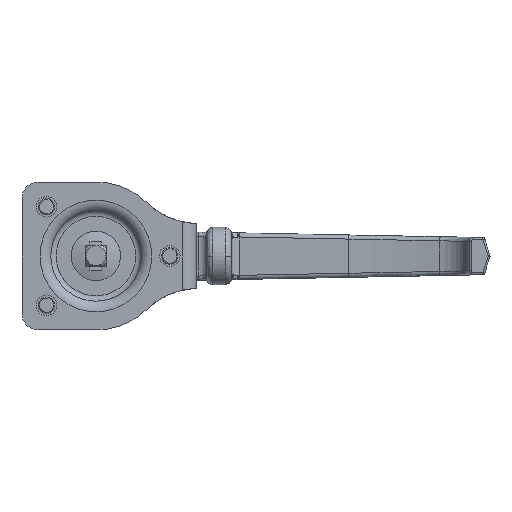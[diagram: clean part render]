
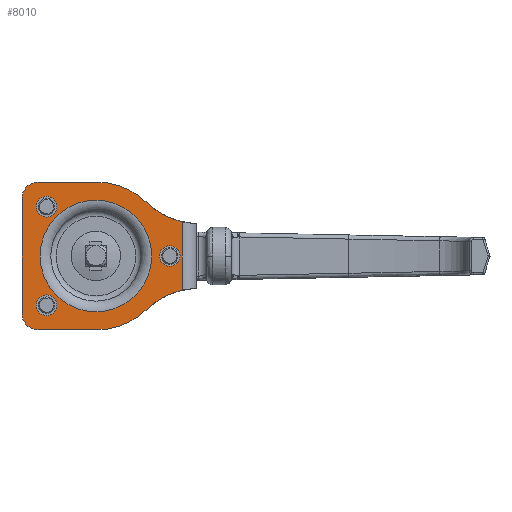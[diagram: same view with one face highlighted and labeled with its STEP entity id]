
A CAD part, top view. The second image highlights one B-rep face of the part: STEP entity #8010.
In plain terms, the highlighted planar face has unit normal (0, 0, 1).
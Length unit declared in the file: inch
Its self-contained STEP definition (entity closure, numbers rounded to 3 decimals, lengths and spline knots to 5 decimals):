
#7791=CARTESIAN_POINT('',(0.78076,0.8095,0.2607));
#7792=VERTEX_POINT('',#7791);
#7799=CARTESIAN_POINT('',(1.3163,0.52116,0.2607));
#7800=VERTEX_POINT('',#7799);
#7801=CARTESIAN_POINT('',(1.562,1.619,0.2607));
#7802=DIRECTION('',(0.0,0.0,1.0));
#7803=DIRECTION('',(0.085,0.996,0.0));
#7804=AXIS2_PLACEMENT_3D('',#7801,#7802,#7803);
#7805=CIRCLE('',#7804,1.125);
#7806=EDGE_CURVE('',#7792,#7800,#7805,.T.);
#7851=CARTESIAN_POINT('',(1.3163,-0.52116,0.2607));
#7852=VERTEX_POINT('',#7851);
#7853=CARTESIAN_POINT('',(1.3163,0.52116,0.2607));
#7854=DIRECTION('',(0.0,-1.0,0.0));
#7855=VECTOR('',#7854,1.04232);
#7856=LINE('',#7853,#7855);
#7857=EDGE_CURVE('',#7800,#7852,#7856,.T.);
#7904=CARTESIAN_POINT('',(0.78076,-0.8095,0.2607));
#7905=VERTEX_POINT('',#7904);
#7906=CARTESIAN_POINT('',(1.562,-1.619,0.2607));
#7907=DIRECTION('',(0.0,0.0,1.0));
#7908=DIRECTION('',(0.694,-0.72,0.0));
#7909=AXIS2_PLACEMENT_3D('',#7906,#7907,#7908);
#7910=CIRCLE('',#7909,1.125);
#7911=EDGE_CURVE('',#7852,#7905,#7910,.T.);
#7931=CARTESIAN_POINT('',(-0.8844,0.,0.2607));
#7932=DIRECTION('',(0.0,0.0,1.0));
#7933=DIRECTION('',(0.0,1.0,0.0));
#7934=AXIS2_PLACEMENT_3D('',#7931,#7932,#7933);
#7935=PLANE('',#7934);
#7936=ORIENTED_EDGE('',*,*,#7857,.F.);
#7937=ORIENTED_EDGE('',*,*,#7806,.F.);
#7938=CARTESIAN_POINT('',(-0.00048,1.125,0.2607));
#7939=VERTEX_POINT('',#7938);
#7940=CARTESIAN_POINT('',(-0.00048,0.,0.2607));
#7941=DIRECTION('',(0.0,0.0,-1.0));
#7942=DIRECTION('',(0.0,1.0,0.0));
#7943=AXIS2_PLACEMENT_3D('',#7940,#7941,#7942);
#7944=CIRCLE('',#7943,1.125);
#7945=EDGE_CURVE('',#7939,#7792,#7944,.T.);
#7946=ORIENTED_EDGE('',*,*,#7945,.F.);
#7947=CARTESIAN_POINT('',(-0.875,1.125,0.2607));
#7948=VERTEX_POINT('',#7947);
#7949=CARTESIAN_POINT('',(-0.875,1.125,0.2607));
#7950=DIRECTION('',(1.0,0.0,0.0));
#7951=VECTOR('',#7950,0.87452);
#7952=LINE('',#7949,#7951);
#7953=EDGE_CURVE('',#7948,#7939,#7952,.T.);
#7954=ORIENTED_EDGE('',*,*,#7953,.F.);
#7955=CARTESIAN_POINT('',(-1.125,0.875,0.2607));
#7956=VERTEX_POINT('',#7955);
#7957=CARTESIAN_POINT('',(-0.875,0.875,0.2607));
#7958=DIRECTION('',(0.0,0.0,-1.0));
#7959=DIRECTION('',(-1.0,0.0,0.0));
#7960=AXIS2_PLACEMENT_3D('',#7957,#7958,#7959);
#7961=CIRCLE('',#7960,0.25);
#7962=EDGE_CURVE('',#7956,#7948,#7961,.T.);
#7963=ORIENTED_EDGE('',*,*,#7962,.F.);
#7964=CARTESIAN_POINT('',(-1.125,-0.875,0.2607));
#7965=VERTEX_POINT('',#7964);
#7966=CARTESIAN_POINT('',(-1.125,-0.875,0.2607));
#7967=DIRECTION('',(0.0,1.0,0.0));
#7968=VECTOR('',#7967,1.75);
#7969=LINE('',#7966,#7968);
#7970=EDGE_CURVE('',#7965,#7956,#7969,.T.);
#7971=ORIENTED_EDGE('',*,*,#7970,.F.);
#7972=CARTESIAN_POINT('',(-0.875,-1.125,0.2607));
#7973=VERTEX_POINT('',#7972);
#7974=CARTESIAN_POINT('',(-0.875,-0.875,0.2607));
#7975=DIRECTION('',(0.0,0.0,-1.0));
#7976=DIRECTION('',(0.0,-1.0,0.0));
#7977=AXIS2_PLACEMENT_3D('',#7974,#7975,#7976);
#7978=CIRCLE('',#7977,0.25);
#7979=EDGE_CURVE('',#7973,#7965,#7978,.T.);
#7980=ORIENTED_EDGE('',*,*,#7979,.F.);
#7981=CARTESIAN_POINT('',(-0.00048,-1.125,0.2607));
#7982=VERTEX_POINT('',#7981);
#7983=CARTESIAN_POINT('',(-0.00048,-1.125,0.2607));
#7984=DIRECTION('',(-1.0,0.0,0.0));
#7985=VECTOR('',#7984,0.87452);
#7986=LINE('',#7983,#7985);
#7987=EDGE_CURVE('',#7982,#7973,#7986,.T.);
#7988=ORIENTED_EDGE('',*,*,#7987,.F.);
#7989=CARTESIAN_POINT('',(-0.00048,0.,0.2607));
#7990=DIRECTION('',(0.0,0.0,-1.0));
#7991=DIRECTION('',(0.694,-0.72,0.0));
#7992=AXIS2_PLACEMENT_3D('',#7989,#7990,#7991);
#7993=CIRCLE('',#7992,1.125);
#7994=EDGE_CURVE('',#7905,#7982,#7993,.T.);
#7995=ORIENTED_EDGE('',*,*,#7994,.F.);
#7996=ORIENTED_EDGE('',*,*,#7911,.F.);
#7997=EDGE_LOOP('',(#7936,#7937,#7946,#7954,#7963,#7971,#7980,#7988,#7995,#7996));
#7998=FACE_OUTER_BOUND('',#7997,.T.);
#7999=CARTESIAN_POINT('',(-0.84994,0.,0.2607));
#8000=VERTEX_POINT('',#7999);
#8001=CARTESIAN_POINT('',(0.,0.,0.2607));
#8002=DIRECTION('',(0.0,0.0,-1.0));
#8003=DIRECTION('',(-1.0,0.0,0.0));
#8004=AXIS2_PLACEMENT_3D('',#8001,#8002,#8003);
#8005=CIRCLE('',#8004,0.84994);
#8006=EDGE_CURVE('',#8000,#8000,#8005,.T.);
#8007=ORIENTED_EDGE('',*,*,#8006,.T.);
#8008=EDGE_LOOP('',(#8007));
#8009=FACE_BOUND('',#8008,.T.);
#8010=ADVANCED_FACE('',(#7998,#8009),#7935,.T.);
